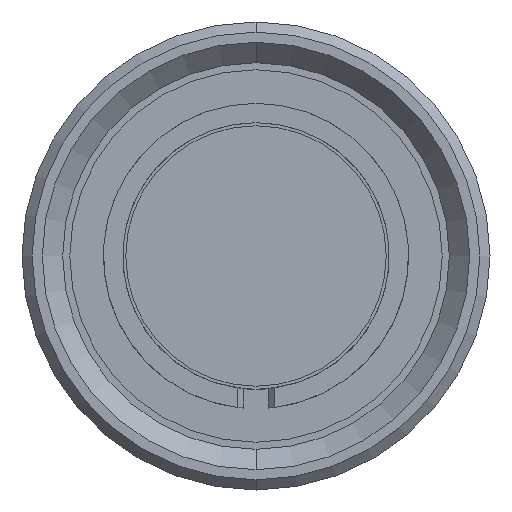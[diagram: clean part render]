
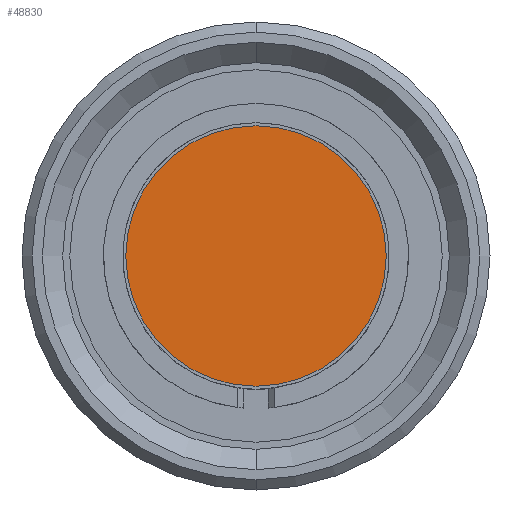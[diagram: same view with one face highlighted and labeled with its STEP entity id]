
A CAD part, left-side view. The second image highlights one B-rep face of the part: STEP entity #48830.
In plain terms, the highlighted planar face has unit normal (-1, 0, 0).
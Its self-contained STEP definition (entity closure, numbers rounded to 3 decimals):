
#48500=CARTESIAN_POINT('',(-63.4,0.,6.4));
#48510=VERTEX_POINT('',#48500);
#48540=CARTESIAN_POINT('',(-63.4,0.,0.));
#48550=DIRECTION('',(-1.,0.,0.));
#48560=DIRECTION('',(0.,0.,1.));
#48570=AXIS2_PLACEMENT_3D('',#48540,#48550,#48560);
#48580=CIRCLE('',#48570,6.4);
#48590=CARTESIAN_POINT('',(-63.4,0.,-6.4
));
#48600=VERTEX_POINT('',#48590);
#48610=EDGE_CURVE('',#48510,#48600,#48580,.T.);
#48730=CARTESIAN_POINT('',(-63.4,0.,3.2));
#48740=DIRECTION('',(1.,0.,0.));
#48750=DIRECTION('',(0.,0.,1.));
#48760=AXIS2_PLACEMENT_3D('',#48730,#48740,#48750);
#48770=PLANE('',#48760);
#48780=ORIENTED_EDGE('',*,*,#48610,.T.);
#48790=EDGE_CURVE('',#48600,#48510,#48580,.T.);
#48800=ORIENTED_EDGE('',*,*,#48790,.T.);
#48810=EDGE_LOOP('',(#48800,#48780));
#48820=FACE_OUTER_BOUND('',#48810,.T.);
#48830=ADVANCED_FACE('',(#48820),#48770,.F.);
